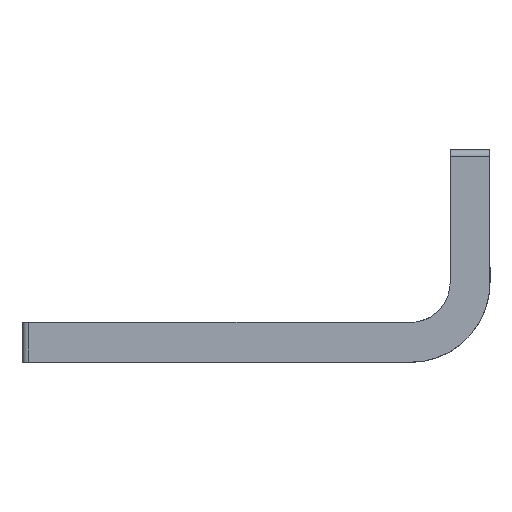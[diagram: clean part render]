
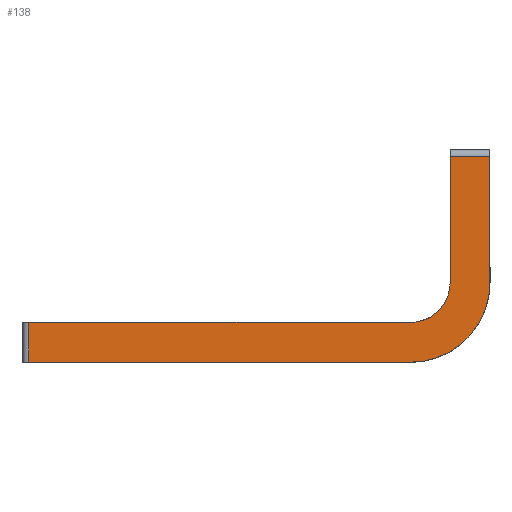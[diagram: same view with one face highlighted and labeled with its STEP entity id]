
A CAD part, left-side view. The second image highlights one B-rep face of the part: STEP entity #138.
In plain terms, the highlighted planar face has unit normal (-1, 0, 0).
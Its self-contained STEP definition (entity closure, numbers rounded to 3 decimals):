
#138=ADVANCED_FACE('',(#191),#174,.F.);
#174=PLANE('',#867);
#191=FACE_OUTER_BOUND('',#226,.T.);
#226=EDGE_LOOP('',(#333,#334,#335,#336,#337,#338,#339,#340));
#273=CIRCLE('',#865,3.);
#274=CIRCLE('',#866,6.);
#333=ORIENTED_EDGE('',*,*,#631,.F.);
#334=ORIENTED_EDGE('',*,*,#632,.T.);
#335=ORIENTED_EDGE('',*,*,#633,.T.);
#336=ORIENTED_EDGE('',*,*,#634,.T.);
#337=ORIENTED_EDGE('',*,*,#615,.T.);
#338=ORIENTED_EDGE('',*,*,#635,.T.);
#339=ORIENTED_EDGE('',*,*,#636,.F.);
#340=ORIENTED_EDGE('',*,*,#637,.F.);
#539=VERTEX_POINT('',#1170);
#540=VERTEX_POINT('',#1172);
#553=VERTEX_POINT('',#1203);
#554=VERTEX_POINT('',#1204);
#555=VERTEX_POINT('',#1206);
#556=VERTEX_POINT('',#1208);
#557=VERTEX_POINT('',#1211);
#558=VERTEX_POINT('',#1213);
#615=EDGE_CURVE('',#540,#539,#722,.T.);
#631=EDGE_CURVE('',#553,#554,#733,.T.);
#632=EDGE_CURVE('',#553,#555,#734,.T.);
#633=EDGE_CURVE('',#555,#556,#735,.T.);
#634=EDGE_CURVE('',#556,#540,#273,.T.);
#635=EDGE_CURVE('',#539,#557,#736,.T.);
#636=EDGE_CURVE('',#558,#557,#737,.T.);
#637=EDGE_CURVE('',#554,#558,#274,.T.);
#722=LINE('',#1171,#790);
#733=LINE('',#1202,#801);
#734=LINE('',#1205,#802);
#735=LINE('',#1207,#803);
#736=LINE('',#1210,#804);
#737=LINE('',#1212,#805);
#790=VECTOR('',#947,1.);
#801=VECTOR('',#972,1.);
#802=VECTOR('',#973,1.);
#803=VECTOR('',#974,1.);
#804=VECTOR('',#977,1.);
#805=VECTOR('',#978,1.);
#865=AXIS2_PLACEMENT_3D('',#1209,#975,#976);
#866=AXIS2_PLACEMENT_3D('',#1214,#979,#980);
#867=AXIS2_PLACEMENT_3D('',#1215,#981,#982);
#947=DIRECTION('',(0.,1.,0.));
#972=DIRECTION('',(0.,0.,-1.));
#973=DIRECTION('',(0.,1.,0.));
#974=DIRECTION('',(0.,0.,-1.));
#975=DIRECTION('',(1.,0.,0.));
#976=DIRECTION('',(0.,1.,0.));
#977=DIRECTION('',(0.,0.,-1.));
#978=DIRECTION('',(0.,1.,0.));
#979=DIRECTION('',(1.,0.,0.));
#980=DIRECTION('',(0.,1.,0.));
#981=DIRECTION('',(1.,0.,0.));
#982=DIRECTION('',(0.,0.,1.));
#1170=CARTESIAN_POINT('',(-70.,41.483,0.267));
#1171=CARTESIAN_POINT('',(-70.,-3.517,0.267));
#1172=CARTESIAN_POINT('',(-70.,12.75,0.267));
#1202=CARTESIAN_POINT('',(-70.,6.75,13.267));
#1203=CARTESIAN_POINT('',(-70.,6.75,12.767));
#1204=CARTESIAN_POINT('',(-70.,6.75,3.267));
#1205=CARTESIAN_POINT('',(-70.,-3.517,12.767));
#1206=CARTESIAN_POINT('',(-70.,9.75,12.767));
#1207=CARTESIAN_POINT('',(-70.,9.75,13.267));
#1208=CARTESIAN_POINT('',(-70.,9.75,3.267));
#1209=CARTESIAN_POINT('',(-70.,12.75,3.267));
#1210=CARTESIAN_POINT('',(-70.,41.483,-2.733));
#1211=CARTESIAN_POINT('',(-70.,41.483,-2.733));
#1212=CARTESIAN_POINT('',(-70.,-3.517,-2.733));
#1213=CARTESIAN_POINT('',(-70.,12.75,-2.733));
#1214=CARTESIAN_POINT('',(-70.,12.75,3.267));
#1215=CARTESIAN_POINT('',(-70.,-3.517,-2.733));
